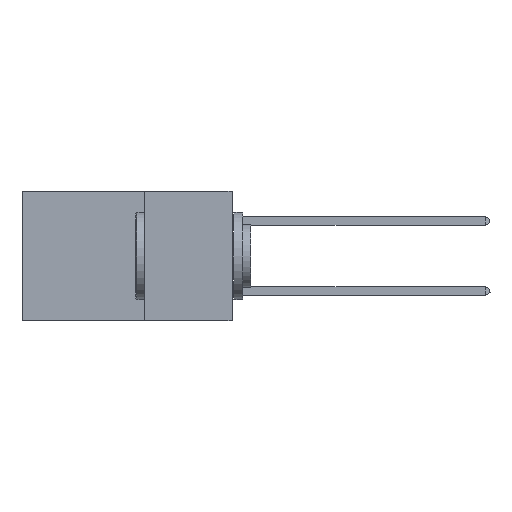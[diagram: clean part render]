
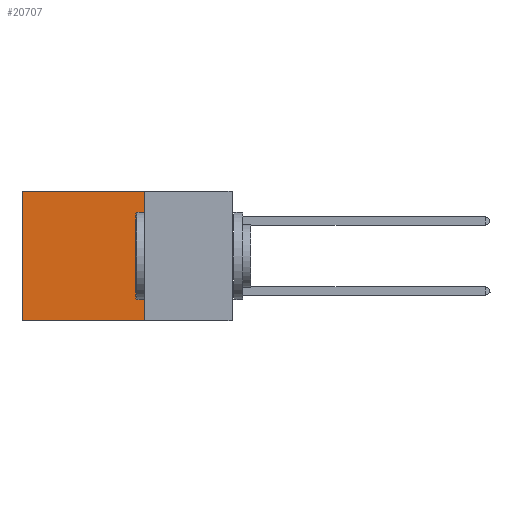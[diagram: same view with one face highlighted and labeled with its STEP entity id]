
A CAD part, left-side view. The second image highlights one B-rep face of the part: STEP entity #20707.
In plain terms, the highlighted planar face has unit normal (-1, 0, 0).
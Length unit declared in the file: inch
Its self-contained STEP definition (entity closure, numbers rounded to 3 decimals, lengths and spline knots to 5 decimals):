
#404 = ORIENTED_EDGE ( 'NONE', *, *, #13044, .T. ) ;
#466 = EDGE_CURVE ( 'NONE', #3673, #7775, #13148, .T. ) ;
#494 = VERTEX_POINT ( 'NONE', #11798 ) ;
#1876 = PLANE ( 'NONE',  #15517 ) ;
#3673 = VERTEX_POINT ( 'NONE', #25371 ) ;
#5441 = CARTESIAN_POINT ( 'NONE',  ( 0.2875, 0.25, 0. ) ) ;
#5659 = DIRECTION ( 'NONE',  ( 1., 0., 0. ) ) ;
#6915 = ORIENTED_EDGE ( 'NONE', *, *, #21398, .T. ) ;
#7115 = LINE ( 'NONE', #13313, #16700 ) ;
#7740 = EDGE_CURVE ( 'NONE', #494, #3673, #7115, .T. ) ;
#7752 = DIRECTION ( 'NONE',  ( 0., 0., -1. ) ) ;
#7775 = VERTEX_POINT ( 'NONE', #15644 ) ;
#8778 = VERTEX_POINT ( 'NONE', #9200 ) ;
#9200 = CARTESIAN_POINT ( 'NONE',  ( 0.2875, 0.6, 0. ) ) ;
#9625 = ORIENTED_EDGE ( 'NONE', *, *, #466, .F. ) ;
#9662 = DIRECTION ( 'NONE',  ( 0., 0., -1. ) ) ;
#9825 = CARTESIAN_POINT ( 'NONE',  ( 0.2875, 0.25, 0. ) ) ;
#9831 = DIRECTION ( 'NONE',  ( 0., 1., 0. ) ) ;
#9988 = EDGE_LOOP ( 'NONE', ( #6915, #9625, #19290, #404 ) ) ;
#11798 = CARTESIAN_POINT ( 'NONE',  ( 0.2875, 0.25, 0. ) ) ;
#11925 = DIRECTION ( 'NONE',  ( 0., 0., -1. ) ) ;
#13044 = EDGE_CURVE ( 'NONE', #494, #8778, #13585, .T. ) ;
#13148 = LINE ( 'NONE', #21693, #25334 ) ;
#13202 = DIRECTION ( 'NONE',  ( 0., 1., 0. ) ) ;
#13313 = CARTESIAN_POINT ( 'NONE',  ( 0.2875, 0.25, 0. ) ) ;
#13585 = LINE ( 'NONE', #5441, #15740 ) ;
#15517 = AXIS2_PLACEMENT_3D ( 'NONE', #9825, #5659, #9662 ) ;
#15644 = CARTESIAN_POINT ( 'NONE',  ( 0.2875, 0.6, -0.37 ) ) ;
#15740 = VECTOR ( 'NONE', #13202, 39.37008 ) ;
#16700 = VECTOR ( 'NONE', #7752, 39.37008 ) ;
#19290 = ORIENTED_EDGE ( 'NONE', *, *, #7740, .F. ) ;
#20707 = ADVANCED_FACE ( 'NONE', ( #23979 ), #1876, .F. ) ;
#21398 = EDGE_CURVE ( 'NONE', #8778, #7775, #23004, .T. ) ;
#21693 = CARTESIAN_POINT ( 'NONE',  ( 0.2875, 0.25, -0.37 ) ) ;
#23004 = LINE ( 'NONE', #23511, #24868 ) ;
#23511 = CARTESIAN_POINT ( 'NONE',  ( 0.2875, 0.6, 0. ) ) ;
#23979 = FACE_OUTER_BOUND ( 'NONE', #9988, .T. ) ;
#24868 = VECTOR ( 'NONE', #11925, 39.37008 ) ;
#25334 = VECTOR ( 'NONE', #9831, 39.37008 ) ;
#25371 = CARTESIAN_POINT ( 'NONE',  ( 0.2875, 0.25, -0.37 ) ) ;
